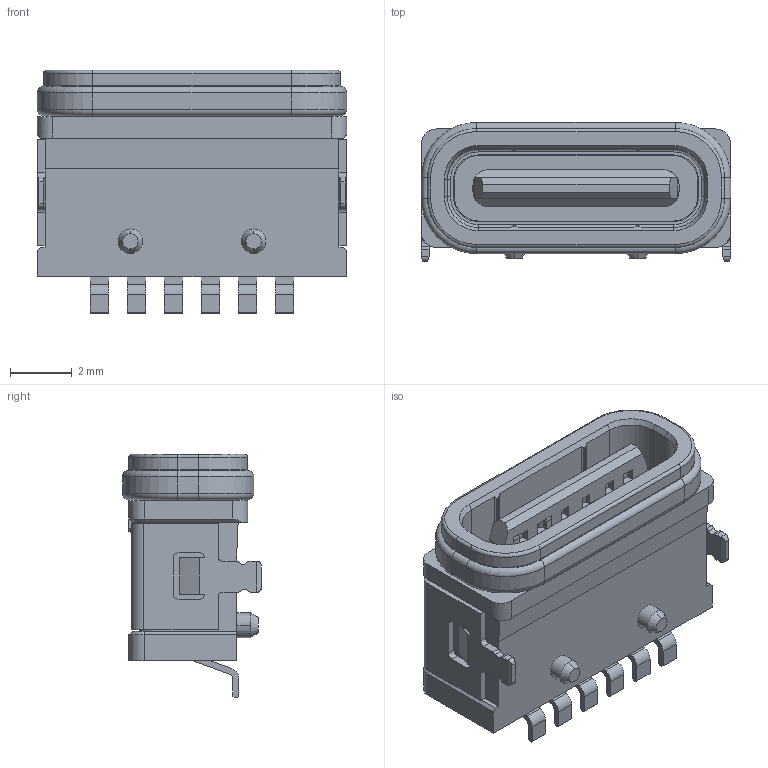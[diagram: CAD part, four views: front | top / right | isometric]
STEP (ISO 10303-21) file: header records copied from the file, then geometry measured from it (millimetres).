
FILE_DESCRIPTION(/* description */ (''),/* implementation_level */ '2;1');
FILE_NAME(/* name */ 'A924-3D.stp',/* time_stamp */ '2022-12-02T15:39:49+08:00',/* author */ (''),/* organization */ (''),/* preprocessor_version */ 'ST-DEVELOPER v16',/* originating_system */ 'SIEMENS PLM Software NX 10.0',/* authorisation */ '');
FILE_SCHEMA (('AUTOMOTIVE_DESIGN { 1 0 10303 214 3 1 1 1 }'));
Length unit declared in the file: millimetre
Products named in the file (1): xue3AAC78AD95xi
Bounding box: 10.04 x 4.51 x 7.9 mm (x, y, z)
Volume: 162.8 mm3; surface area: 693.6 mm2
Topology: 2 solids, 2 shells, 768 faces, 2098 edges, 1366 vertices
Faces by surface type: plane 568, cylinder 160, cone 24, torus 16
Entity records: 24321 total; most frequent: CARTESIAN_POINT 4602, ORIENTED_EDGE 4196, DIRECTION 3932, EDGE_CURVE 2098, LINE 1664, VECTOR 1664, VERTEX_POINT 1366, AXIS2_PLACEMENT_3D 1134
